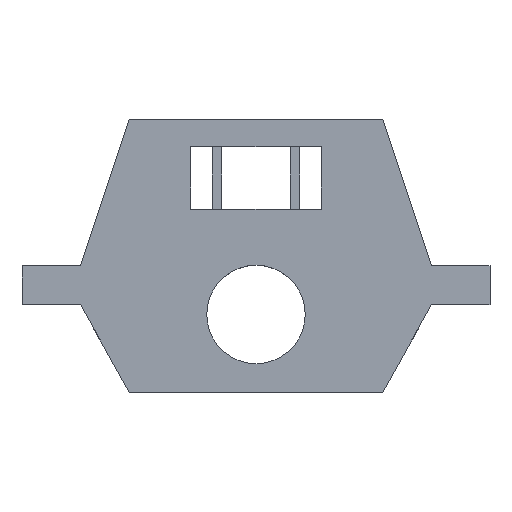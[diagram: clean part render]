
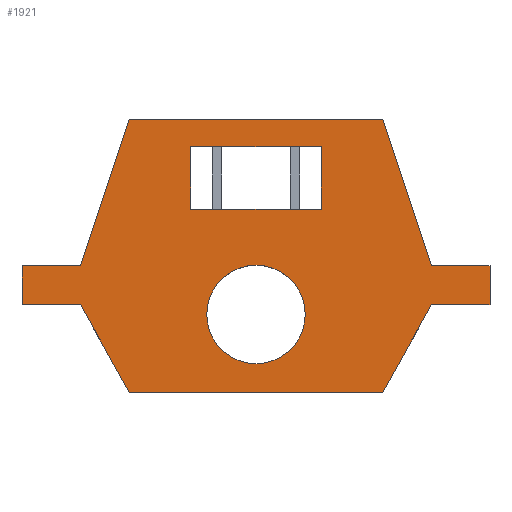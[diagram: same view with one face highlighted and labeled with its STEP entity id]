
A CAD part, top view. The second image highlights one B-rep face of the part: STEP entity #1921.
In plain terms, the highlighted planar face has unit normal (0, 0, 1).
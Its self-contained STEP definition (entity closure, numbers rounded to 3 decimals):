
#21=FACE_BOUND('',#257,.T.);
#22=FACE_BOUND('',#258,.T.);
#48=PLANE('',#2040);
#151=FACE_OUTER_BOUND('',#256,.T.);
#256=EDGE_LOOP('',(#1737,#1738,#1739,#1740,#1741,#1742,#1743,#1744,#1745,
#1746,#1747,#1748));
#257=EDGE_LOOP('',(#1749,#1750,#1751,#1752));
#258=EDGE_LOOP('',(#1753));
#268=CIRCLE('',#2033,5.05);
#479=LINE('',#7162,#616);
#483=LINE('',#7169,#620);
#486=LINE('',#7175,#623);
#489=LINE('',#7181,#626);
#492=LINE('',#7187,#629);
#495=LINE('',#7193,#632);
#525=LINE('',#7254,#662);
#528=LINE('',#7259,#665);
#536=LINE('',#7275,#673);
#537=LINE('',#7277,#674);
#540=LINE('',#7285,#677);
#542=LINE('',#7289,#679);
#544=LINE('',#7293,#681);
#546=LINE('',#7297,#683);
#548=LINE('',#7301,#685);
#549=LINE('',#7303,#686);
#616=VECTOR('',#2267,10.);
#620=VECTOR('',#2273,10.);
#623=VECTOR('',#2278,10.);
#626=VECTOR('',#2283,10.);
#629=VECTOR('',#2288,10.);
#632=VECTOR('',#2293,10.);
#662=VECTOR('',#2333,10.);
#665=VECTOR('',#2338,10.);
#673=VECTOR('',#2356,10.);
#674=VECTOR('',#2359,10.);
#677=VECTOR('',#2368,10.);
#679=VECTOR('',#2372,10.);
#681=VECTOR('',#2376,10.);
#683=VECTOR('',#2380,10.);
#685=VECTOR('',#2384,10.);
#686=VECTOR('',#2387,10.);
#833=VERTEX_POINT('',#7159);
#834=VERTEX_POINT('',#7161);
#836=VERTEX_POINT('',#7167);
#838=VERTEX_POINT('',#7173);
#840=VERTEX_POINT('',#7179);
#842=VERTEX_POINT('',#7185);
#844=VERTEX_POINT('',#7191);
#869=VERTEX_POINT('',#7251);
#870=VERTEX_POINT('',#7253);
#871=VERTEX_POINT('',#7257);
#874=VERTEX_POINT('',#7273);
#875=VERTEX_POINT('',#7279);
#876=VERTEX_POINT('',#7283);
#877=VERTEX_POINT('',#7287);
#878=VERTEX_POINT('',#7291);
#879=VERTEX_POINT('',#7295);
#880=VERTEX_POINT('',#7299);
#1099=EDGE_CURVE('',#834,#833,#479,.T.);
#1103=EDGE_CURVE('',#833,#836,#483,.T.);
#1106=EDGE_CURVE('',#836,#838,#486,.T.);
#1109=EDGE_CURVE('',#838,#840,#489,.T.);
#1112=EDGE_CURVE('',#840,#842,#492,.T.);
#1115=EDGE_CURVE('',#842,#844,#495,.T.);
#1146=EDGE_CURVE('',#870,#869,#525,.T.);
#1149=EDGE_CURVE('',#869,#871,#528,.T.);
#1157=EDGE_CURVE('',#871,#874,#536,.T.);
#1158=EDGE_CURVE('',#874,#870,#537,.T.);
#1160=EDGE_CURVE('',#875,#875,#268,.T.);
#1162=EDGE_CURVE('',#844,#876,#540,.T.);
#1164=EDGE_CURVE('',#876,#877,#542,.T.);
#1166=EDGE_CURVE('',#877,#878,#544,.T.);
#1168=EDGE_CURVE('',#878,#879,#546,.T.);
#1170=EDGE_CURVE('',#879,#880,#548,.T.);
#1171=EDGE_CURVE('',#880,#834,#549,.T.);
#1737=ORIENTED_EDGE('',*,*,#1115,.T.);
#1738=ORIENTED_EDGE('',*,*,#1162,.T.);
#1739=ORIENTED_EDGE('',*,*,#1164,.T.);
#1740=ORIENTED_EDGE('',*,*,#1166,.T.);
#1741=ORIENTED_EDGE('',*,*,#1168,.T.);
#1742=ORIENTED_EDGE('',*,*,#1170,.T.);
#1743=ORIENTED_EDGE('',*,*,#1171,.T.);
#1744=ORIENTED_EDGE('',*,*,#1099,.T.);
#1745=ORIENTED_EDGE('',*,*,#1103,.T.);
#1746=ORIENTED_EDGE('',*,*,#1106,.T.);
#1747=ORIENTED_EDGE('',*,*,#1109,.T.);
#1748=ORIENTED_EDGE('',*,*,#1112,.T.);
#1749=ORIENTED_EDGE('',*,*,#1158,.T.);
#1750=ORIENTED_EDGE('',*,*,#1146,.T.);
#1751=ORIENTED_EDGE('',*,*,#1149,.T.);
#1752=ORIENTED_EDGE('',*,*,#1157,.T.);
#1753=ORIENTED_EDGE('',*,*,#1160,.T.);
#1921=ADVANCED_FACE('',(#151,#21,#22),#48,.T.);
#2033=AXIS2_PLACEMENT_3D('',#7281,#2363,#2364);
#2040=AXIS2_PLACEMENT_3D('',#7304,#2388,#2389);
#2267=DIRECTION('',(-1.,0.,0.));
#2273=DIRECTION('',(-0.316,0.949,0.));
#2278=DIRECTION('',(-1.,0.,0.));
#2283=DIRECTION('',(-0.316,-0.949,0.));
#2288=DIRECTION('',(-1.,0.,0.));
#2293=DIRECTION('',(0.,-1.,0.));
#2333=DIRECTION('',(1.,0.,0.));
#2338=DIRECTION('',(0.,-1.,0.));
#2356=DIRECTION('',(-1.,0.,0.));
#2359=DIRECTION('',(0.,1.,0.));
#2363=DIRECTION('center_axis',(0.,0.,-1.));
#2364=DIRECTION('ref_axis',(-1.,0.,0.));
#2368=DIRECTION('',(1.,0.,0.));
#2372=DIRECTION('',(0.486,-0.874,0.));
#2376=DIRECTION('',(1.,0.,0.));
#2380=DIRECTION('',(0.486,0.874,0.));
#2384=DIRECTION('',(1.,0.,0.));
#2387=DIRECTION('',(0.,1.,0.));
#2388=DIRECTION('center_axis',(0.,0.,1.));
#2389=DIRECTION('ref_axis',(-1.,0.,0.));
#7159=CARTESIAN_POINT('',(-141.523,-101.625,-52.417));
#7161=CARTESIAN_POINT('',(-135.523,-101.625,-52.417));
#7162=CARTESIAN_POINT('',(-135.523,-101.625,-52.417));
#7167=CARTESIAN_POINT('',(-146.523,-86.625,-52.417));
#7169=CARTESIAN_POINT('',(-141.523,-101.625,-52.417));
#7173=CARTESIAN_POINT('',(-172.523,-86.625,-52.417));
#7175=CARTESIAN_POINT('',(-146.523,-86.625,-52.417));
#7179=CARTESIAN_POINT('',(-177.523,-101.625,-52.417));
#7181=CARTESIAN_POINT('',(-172.523,-86.625,-52.417));
#7185=CARTESIAN_POINT('',(-183.523,-101.625,-52.417));
#7187=CARTESIAN_POINT('',(-177.523,-101.625,-52.417));
#7191=CARTESIAN_POINT('',(-183.523,-105.625,-52.417));
#7193=CARTESIAN_POINT('',(-183.523,-101.625,-52.417));
#7251=CARTESIAN_POINT('',(-152.823,-89.425,-52.417));
#7253=CARTESIAN_POINT('',(-166.223,-89.425,-52.417));
#7254=CARTESIAN_POINT('',(-160.044,-89.425,-52.417));
#7257=CARTESIAN_POINT('',(-152.823,-95.825,-52.417));
#7259=CARTESIAN_POINT('',(-152.823,-100.854,-52.417));
#7273=CARTESIAN_POINT('',(-166.223,-95.825,-52.417));
#7275=CARTESIAN_POINT('',(-153.344,-95.825,-52.417));
#7277=CARTESIAN_POINT('',(-166.223,-104.054,-52.417));
#7279=CARTESIAN_POINT('',(-154.473,-106.625,-52.417));
#7281=CARTESIAN_POINT('Origin',(-159.523,-106.625,-52.417));
#7283=CARTESIAN_POINT('',(-177.523,-105.625,-52.417));
#7285=CARTESIAN_POINT('',(-183.523,-105.625,-52.417));
#7287=CARTESIAN_POINT('',(-172.523,-114.625,-52.417));
#7289=CARTESIAN_POINT('',(-177.523,-105.625,-52.417));
#7291=CARTESIAN_POINT('',(-146.523,-114.625,-52.417));
#7293=CARTESIAN_POINT('',(-172.523,-114.625,-52.417));
#7295=CARTESIAN_POINT('',(-141.523,-105.625,-52.417));
#7297=CARTESIAN_POINT('',(-146.523,-114.625,-52.417));
#7299=CARTESIAN_POINT('',(-135.523,-105.625,-52.417));
#7301=CARTESIAN_POINT('',(-141.523,-105.625,-52.417));
#7303=CARTESIAN_POINT('',(-135.523,-105.625,-52.417));
#7304=CARTESIAN_POINT('Origin',(-153.866,-112.282,-52.417));
